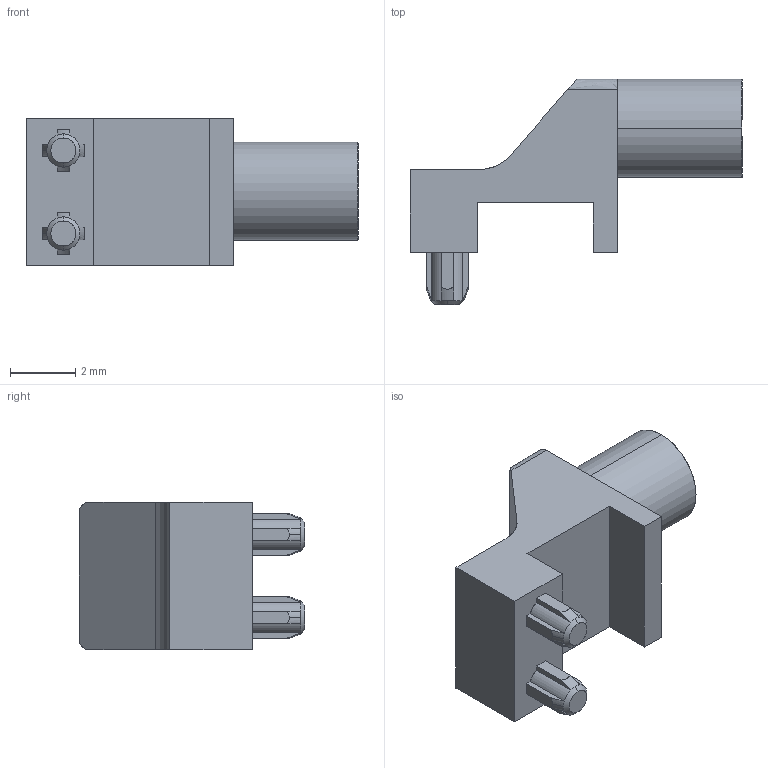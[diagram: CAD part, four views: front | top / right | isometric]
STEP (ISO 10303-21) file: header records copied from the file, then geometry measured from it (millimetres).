
FILE_DESCRIPTION(('FreeCAD Model'),'2;1');
FILE_NAME('SLP3-150-150-F.step', '2019-08-06T08:49:33',('Author'),(''), 'Open CASCADE STEP processor 6.8','FreeCAD','Unknown');
FILE_SCHEMA(('AUTOMOTIVE_DESIGN_CC2 { 1 2 10303 214 -1 1 5 4 }'));
Length unit declared in the file: millimetre
Products named in the file (1): SLP3_150_150_F
Bounding box: 10.16 x 6.91 x 4.52 mm (x, y, z)
Surface area: 195.1 mm2 (no closed solid volume)
Topology: 0 solids, 66 shells, 66 faces, 469 edges, 468 vertices
Faces by surface type: bspline 39, revolution 27
Entity records: 8280 total; most frequent: CARTESIAN_POINT 2793, B_SPLINE_CURVE_WITH_KNOTS 677, ORIENTED_EDGE 469, EDGE_CURVE 469, VERTEX_POINT 469, SURFACE_CURVE 469, PCURVE 469, DEFINITIONAL_REPRESENTATION 469
